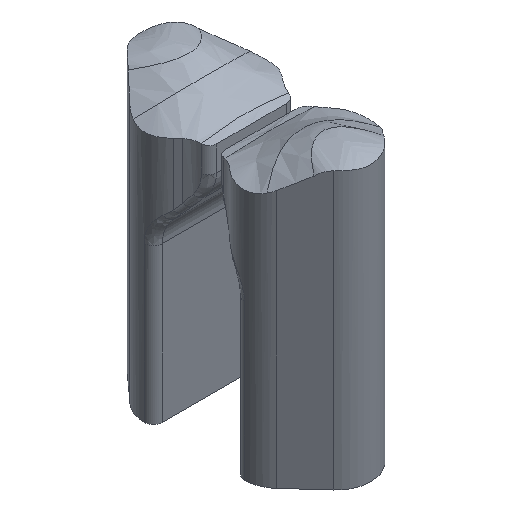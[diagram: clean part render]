
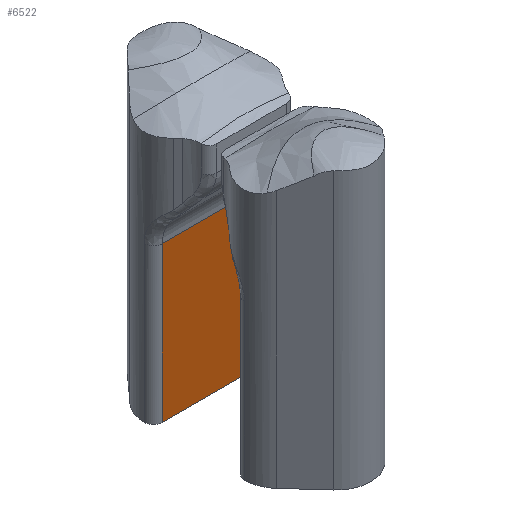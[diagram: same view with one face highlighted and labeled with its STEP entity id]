
A CAD part, isometric view. The second image highlights one B-rep face of the part: STEP entity #6522.
In plain terms, the highlighted planar face has unit normal (0, -1, 0).
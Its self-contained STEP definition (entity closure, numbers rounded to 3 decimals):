
#4874 = VERTEX_POINT('',#4875);
#4875 = CARTESIAN_POINT('',(5.776,4.5,-15.));
#4882 = EDGE_CURVE('',#4883,#4874,#4885,.T.);
#4883 = VERTEX_POINT('',#4884);
#4884 = CARTESIAN_POINT('',(-5.776,4.5,-15.));
#4885 = LINE('',#4886,#4887);
#4886 = CARTESIAN_POINT('',(-2.251,4.5,-15.));
#4887 = VECTOR('',#4888,1.);
#4888 = DIRECTION('',(1.,0.,0.));
#4940 = VERTEX_POINT('',#4941);
#4941 = CARTESIAN_POINT('',(5.776,4.5,2.
    ));
#4947 = EDGE_CURVE('',#4940,#4874,#4948,.T.);
#4948 = LINE('',#4949,#4950);
#4949 = CARTESIAN_POINT('',(5.776,4.5,2.));
#4950 = VECTOR('',#4951,1.);
#4951 = DIRECTION('',(-0.,-0.,-1.));
#6522 = ADVANCED_FACE('',(#6523),#6541,.T.);
#6523 = FACE_BOUND('',#6524,.F.);
#6524 = EDGE_LOOP('',(#6525,#6526,#6534,#6540));
#6525 = ORIENTED_EDGE('',*,*,#4882,.F.);
#6526 = ORIENTED_EDGE('',*,*,#6527,.F.);
#6527 = EDGE_CURVE('',#6528,#4883,#6530,.T.);
#6528 = VERTEX_POINT('',#6529);
#6529 = CARTESIAN_POINT('',(-5.776,4.5,
    2.));
#6530 = LINE('',#6531,#6532);
#6531 = CARTESIAN_POINT('',(-5.776,4.5,2.));
#6532 = VECTOR('',#6533,1.);
#6533 = DIRECTION('',(-0.,-0.,-1.));
#6534 = ORIENTED_EDGE('',*,*,#6535,.T.);
#6535 = EDGE_CURVE('',#6528,#4940,#6536,.T.);
#6536 = LINE('',#6537,#6538);
#6537 = CARTESIAN_POINT('',(-10.,4.5,2.));
#6538 = VECTOR('',#6539,1.);
#6539 = DIRECTION('',(1.,0.,0.));
#6540 = ORIENTED_EDGE('',*,*,#4947,.T.);
#6541 = PLANE('',#6542);
#6542 = AXIS2_PLACEMENT_3D('',#6543,#6544,#6545);
#6543 = CARTESIAN_POINT('',(-10.,4.5,2.));
#6544 = DIRECTION('',(0.,-1.,0.));
#6545 = DIRECTION('',(0.,0.,1.));
